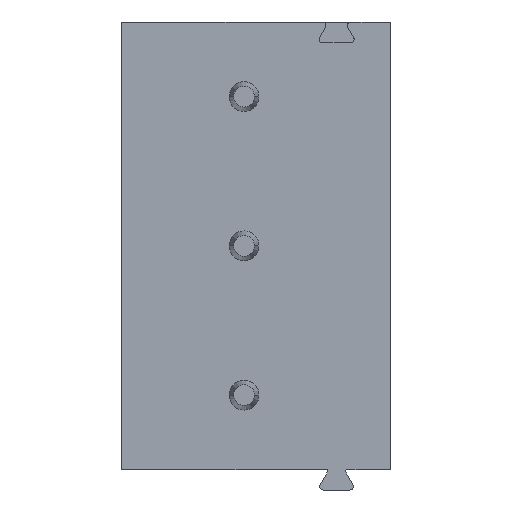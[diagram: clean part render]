
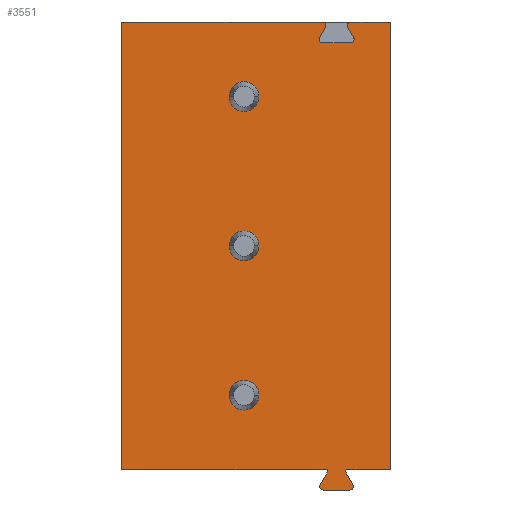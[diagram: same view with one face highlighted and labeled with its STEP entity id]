
A CAD part, front view. The second image highlights one B-rep face of the part: STEP entity #3551.
In plain terms, the highlighted planar face has unit normal (0, -1, 0).
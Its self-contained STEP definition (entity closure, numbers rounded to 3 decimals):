
#28=DIRECTION('',(1.,0.,0.));
#29=VECTOR('',#28,6.721);
#30=CARTESIAN_POINT('',(-4.5,-6.25,12.5));
#31=LINE('',#30,#29);
#52=DIRECTION('',(1.,0.,0.));
#53=VECTOR('',#52,1.321);
#54=CARTESIAN_POINT('',(3.179,-6.25,12.5));
#55=LINE('',#54,#53);
#96=DIRECTION('',(1.,0.,0.));
#97=VECTOR('',#96,0.935);
#98=CARTESIAN_POINT('',(2.232,-6.25,11.8));
#99=LINE('',#98,#97);
#100=CARTESIAN_POINT('',(3.168,-6.25,11.92));
#101=DIRECTION('',(0.,-1.,0.));
#102=DIRECTION('',(0.,0.,-1.));
#103=AXIS2_PLACEMENT_3D('',#100,#101,#102);
#105=DIRECTION('',(-0.5,0.,0.866));
#106=VECTOR('',#105,0.393);
#107=CARTESIAN_POINT('',(3.272,-6.25,11.98));
#108=LINE('',#107,#106);
#109=CARTESIAN_POINT('',(3.179,-6.25,12.38));
#110=DIRECTION('',(0.,-1.,0.));
#111=DIRECTION('',(0.,0.,1.));
#112=AXIS2_PLACEMENT_3D('',#109,#110,#111);
#114=CARTESIAN_POINT('',(3.046,-6.25,-2.55));
#115=DIRECTION('',(0.,1.,0.));
#116=DIRECTION('',(-0.866,0.,-0.5));
#117=AXIS2_PLACEMENT_3D('',#114,#115,#116);
#119=DIRECTION('',(-0.5,0.,0.866));
#120=VECTOR('',#119,0.491);
#121=CARTESIAN_POINT('',(3.248,-6.25,-3.));
#122=LINE('',#121,#120);
#123=CARTESIAN_POINT('',(3.144,-6.25,-3.06));
#124=DIRECTION('',(0.,-1.,0.));
#125=DIRECTION('',(0.,0.,-1.));
#126=AXIS2_PLACEMENT_3D('',#123,#124,#125);
#128=DIRECTION('',(1.,0.,0.));
#129=VECTOR('',#128,0.889);
#130=CARTESIAN_POINT('',(2.256,-6.25,-3.18));
#131=LINE('',#130,#129);
#132=CARTESIAN_POINT('',(2.256,-6.25,-3.06));
#133=DIRECTION('',(0.,-1.,0.));
#134=DIRECTION('',(-0.866,0.,0.5));
#135=AXIS2_PLACEMENT_3D('',#132,#133,#134);
#137=DIRECTION('',(-0.5,0.,-0.866));
#138=VECTOR('',#137,0.491);
#139=CARTESIAN_POINT('',(2.397,-6.25,-2.575));
#140=LINE('',#139,#138);
#141=CARTESIAN_POINT('',(2.354,-6.25,-2.55));
#142=DIRECTION('',(0.,1.,0.));
#143=DIRECTION('',(0.,0.,1.));
#144=AXIS2_PLACEMENT_3D('',#141,#142,#143);
#146=DIRECTION('',(0.,0.,-1.));
#147=VECTOR('',#146,15.);
#148=CARTESIAN_POINT('',(-4.5,-6.25,12.5));
#149=LINE('',#148,#147);
#150=CARTESIAN_POINT('',(2.221,-6.25,12.38));
#151=DIRECTION('',(0.,-1.,0.));
#152=DIRECTION('',(0.866,0.,-0.5));
#153=AXIS2_PLACEMENT_3D('',#150,#151,#152);
#155=DIRECTION('',(-0.5,0.,-0.866));
#156=VECTOR('',#155,0.393);
#157=CARTESIAN_POINT('',(2.325,-6.25,12.32));
#158=LINE('',#157,#156);
#159=CARTESIAN_POINT('',(2.232,-6.25,11.92));
#160=DIRECTION('',(0.,-1.,0.));
#161=DIRECTION('',(-0.866,0.,0.5));
#162=AXIS2_PLACEMENT_3D('',#159,#160,#161);
#164=CARTESIAN_POINT('',(-0.4,-6.25,0.));
#165=DIRECTION('',(0.,1.,0.));
#166=DIRECTION('',(-1.,0.,0.));
#167=AXIS2_PLACEMENT_3D('',#164,#165,#166);
#169=CARTESIAN_POINT('',(-0.4,-6.25,0.));
#170=DIRECTION('',(0.,1.,0.));
#171=DIRECTION('',(1.,0.,0.));
#172=AXIS2_PLACEMENT_3D('',#169,#170,#171);
#174=CARTESIAN_POINT('',(-0.4,-6.25,5.));
#175=DIRECTION('',(0.,1.,0.));
#176=DIRECTION('',(-1.,0.,0.));
#177=AXIS2_PLACEMENT_3D('',#174,#175,#176);
#179=CARTESIAN_POINT('',(-0.4,-6.25,5.));
#180=DIRECTION('',(0.,1.,0.));
#181=DIRECTION('',(1.,0.,0.));
#182=AXIS2_PLACEMENT_3D('',#179,#180,#181);
#184=CARTESIAN_POINT('',(-0.4,-6.25,10.));
#185=DIRECTION('',(0.,1.,0.));
#186=DIRECTION('',(-1.,0.,0.));
#187=AXIS2_PLACEMENT_3D('',#184,#185,#186);
#189=CARTESIAN_POINT('',(-0.4,-6.25,10.));
#190=DIRECTION('',(0.,1.,0.));
#191=DIRECTION('',(1.,0.,0.));
#192=AXIS2_PLACEMENT_3D('',#189,#190,#191);
#214=DIRECTION('',(0.,0.,-1.));
#215=VECTOR('',#214,15.);
#216=CARTESIAN_POINT('',(4.5,-6.25,12.5));
#217=LINE('',#216,#215);
#350=DIRECTION('',(1.,0.,0.));
#351=VECTOR('',#350,1.454);
#352=CARTESIAN_POINT('',(3.046,-6.25,-2.5));
#353=LINE('',#352,#351);
#374=DIRECTION('',(1.,0.,0.));
#375=VECTOR('',#374,6.854);
#376=CARTESIAN_POINT('',(-4.5,-6.25,-2.5));
#377=LINE('',#376,#375);
#2718=CARTESIAN_POINT('',(-4.5,-6.25,12.5));
#2719=VERTEX_POINT('',#2718);
#2720=CARTESIAN_POINT('',(4.5,-6.25,12.5));
#2722=VERTEX_POINT('',#2720);
#2730=CARTESIAN_POINT('',(-4.5,-6.25,-2.5));
#2731=VERTEX_POINT('',#2730);
#2732=CARTESIAN_POINT('',(4.5,-6.25,-2.5));
#2734=VERTEX_POINT('',#2732);
#2736=CARTESIAN_POINT('',(2.397,-6.25,-2.575));
#2737=CARTESIAN_POINT('',(2.152,-6.25,-3.));
#2738=VERTEX_POINT('',#2736);
#2739=VERTEX_POINT('',#2737);
#2740=CARTESIAN_POINT('',(2.256,-6.25,-3.18));
#2741=VERTEX_POINT('',#2740);
#2742=CARTESIAN_POINT('',(3.144,-6.25,-3.18));
#2743=VERTEX_POINT('',#2742);
#2744=CARTESIAN_POINT('',(3.248,-6.25,-3.));
#2745=VERTEX_POINT('',#2744);
#2746=CARTESIAN_POINT('',(3.003,-6.25,-2.575));
#2747=VERTEX_POINT('',#2746);
#2764=CARTESIAN_POINT('',(3.046,-6.25,-2.5));
#2765=VERTEX_POINT('',#2764);
#2766=CARTESIAN_POINT('',(2.354,-6.25,-2.5));
#2767=VERTEX_POINT('',#2766);
#2784=CARTESIAN_POINT('',(3.179,-6.25,12.5));
#2785=VERTEX_POINT('',#2784);
#2786=CARTESIAN_POINT('',(2.221,-6.25,12.5));
#2787=VERTEX_POINT('',#2786);
#2788=CARTESIAN_POINT('',(2.232,-6.25,11.8));
#2789=CARTESIAN_POINT('',(3.168,-6.25,11.8));
#2790=VERTEX_POINT('',#2788);
#2791=VERTEX_POINT('',#2789);
#2792=CARTESIAN_POINT('',(3.272,-6.25,11.98));
#2793=VERTEX_POINT('',#2792);
#2794=CARTESIAN_POINT('',(3.075,-6.25,12.32));
#2795=VERTEX_POINT('',#2794);
#2796=CARTESIAN_POINT('',(2.325,-6.25,12.32));
#2797=VERTEX_POINT('',#2796);
#2798=CARTESIAN_POINT('',(2.128,-6.25,11.98));
#2799=VERTEX_POINT('',#2798);
#2992=CARTESIAN_POINT('',(-0.9,-6.25,0.));
#2993=CARTESIAN_POINT('',(0.1,-6.25,0.));
#2994=VERTEX_POINT('',#2992);
#2995=VERTEX_POINT('',#2993);
#3176=CARTESIAN_POINT('',(-0.9,-6.25,5.));
#3177=VERTEX_POINT('',#3176);
#3178=CARTESIAN_POINT('',(0.1,-6.25,5.));
#3179=VERTEX_POINT('',#3178);
#3360=CARTESIAN_POINT('',(-0.9,-6.25,10.));
#3361=VERTEX_POINT('',#3360);
#3362=CARTESIAN_POINT('',(0.1,-6.25,10.));
#3363=VERTEX_POINT('',#3362);
#3489=CARTESIAN_POINT('',(-4.5,-6.25,12.5));
#3490=DIRECTION('',(0.,-1.,0.));
#3491=DIRECTION('',(1.,0.,0.));
#3492=AXIS2_PLACEMENT_3D('',#3489,#3490,#3491);
#3493=PLANE('',#3492);
#3495=ORIENTED_EDGE('',*,*,#3494,.T.);
#3497=ORIENTED_EDGE('',*,*,#3496,.T.);
#3499=ORIENTED_EDGE('',*,*,#3498,.T.);
#3500=ORIENTED_EDGE('',*,*,#3481,.F.);
#3501=ORIENTED_EDGE('',*,*,#3445,.T.);
#3503=ORIENTED_EDGE('',*,*,#3502,.T.);
#3505=ORIENTED_EDGE('',*,*,#3504,.F.);
#3507=ORIENTED_EDGE('',*,*,#3506,.F.);
#3509=ORIENTED_EDGE('',*,*,#3508,.F.);
#3511=ORIENTED_EDGE('',*,*,#3510,.F.);
#3513=ORIENTED_EDGE('',*,*,#3512,.F.);
#3515=ORIENTED_EDGE('',*,*,#3514,.F.);
#3517=ORIENTED_EDGE('',*,*,#3516,.F.);
#3519=ORIENTED_EDGE('',*,*,#3518,.F.);
#3521=ORIENTED_EDGE('',*,*,#3520,.F.);
#3523=ORIENTED_EDGE('',*,*,#3522,.F.);
#3524=ORIENTED_EDGE('',*,*,#3433,.T.);
#3526=ORIENTED_EDGE('',*,*,#3525,.F.);
#3528=ORIENTED_EDGE('',*,*,#3527,.T.);
#3530=ORIENTED_EDGE('',*,*,#3529,.T.);
#3531=EDGE_LOOP('',(#3495,#3497,#3499,#3500,#3501,#3503,#3505,#3507,#3509,#3511,
#3513,#3515,#3517,#3519,#3521,#3523,#3524,#3526,#3528,#3530));
#3532=FACE_OUTER_BOUND('',#3531,.F.);
#3534=ORIENTED_EDGE('',*,*,#3533,.F.);
#3536=ORIENTED_EDGE('',*,*,#3535,.F.);
#3537=EDGE_LOOP('',(#3534,#3536));
#3538=FACE_BOUND('',#3537,.F.);
#3540=ORIENTED_EDGE('',*,*,#3539,.F.);
#3542=ORIENTED_EDGE('',*,*,#3541,.F.);
#3543=EDGE_LOOP('',(#3540,#3542));
#3544=FACE_BOUND('',#3543,.F.);
#3546=ORIENTED_EDGE('',*,*,#3545,.F.);
#3548=ORIENTED_EDGE('',*,*,#3547,.F.);
#3549=EDGE_LOOP('',(#3546,#3548));
#3550=FACE_BOUND('',#3549,.F.);
#104=CIRCLE('',#103,0.12);
#113=CIRCLE('',#112,0.12);
#118=CIRCLE('',#117,0.05);
#127=CIRCLE('',#126,0.12);
#136=CIRCLE('',#135,0.12);
#145=CIRCLE('',#144,0.05);
#154=CIRCLE('',#153,0.12);
#163=CIRCLE('',#162,0.12);
#168=CIRCLE('',#167,0.5);
#173=CIRCLE('',#172,0.5);
#178=CIRCLE('',#177,0.5);
#183=CIRCLE('',#182,0.5);
#188=CIRCLE('',#187,0.5);
#193=CIRCLE('',#192,0.5);
#3433=EDGE_CURVE('',#2719,#2787,#31,.T.);
#3445=EDGE_CURVE('',#2785,#2722,#55,.T.);
#3481=EDGE_CURVE('',#2785,#2795,#113,.T.);
#3494=EDGE_CURVE('',#2790,#2791,#99,.T.);
#3496=EDGE_CURVE('',#2791,#2793,#104,.T.);
#3498=EDGE_CURVE('',#2793,#2795,#108,.T.);
#3502=EDGE_CURVE('',#2722,#2734,#217,.T.);
#3504=EDGE_CURVE('',#2765,#2734,#353,.T.);
#3506=EDGE_CURVE('',#2747,#2765,#118,.T.);
#3508=EDGE_CURVE('',#2745,#2747,#122,.T.);
#3510=EDGE_CURVE('',#2743,#2745,#127,.T.);
#3512=EDGE_CURVE('',#2741,#2743,#131,.T.);
#3514=EDGE_CURVE('',#2739,#2741,#136,.T.);
#3516=EDGE_CURVE('',#2738,#2739,#140,.T.);
#3518=EDGE_CURVE('',#2767,#2738,#145,.T.);
#3520=EDGE_CURVE('',#2731,#2767,#377,.T.);
#3522=EDGE_CURVE('',#2719,#2731,#149,.T.);
#3525=EDGE_CURVE('',#2797,#2787,#154,.T.);
#3527=EDGE_CURVE('',#2797,#2799,#158,.T.);
#3529=EDGE_CURVE('',#2799,#2790,#163,.T.);
#3533=EDGE_CURVE('',#2994,#2995,#168,.T.);
#3535=EDGE_CURVE('',#2995,#2994,#173,.T.);
#3539=EDGE_CURVE('',#3177,#3179,#178,.T.);
#3541=EDGE_CURVE('',#3179,#3177,#183,.T.);
#3545=EDGE_CURVE('',#3361,#3363,#188,.T.);
#3547=EDGE_CURVE('',#3363,#3361,#193,.T.);
#3551=ADVANCED_FACE('',(#3532,#3538,#3544,#3550),#3493,.T.);
